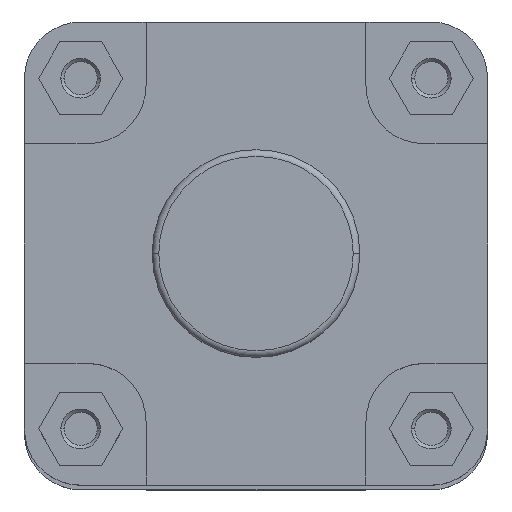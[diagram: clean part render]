
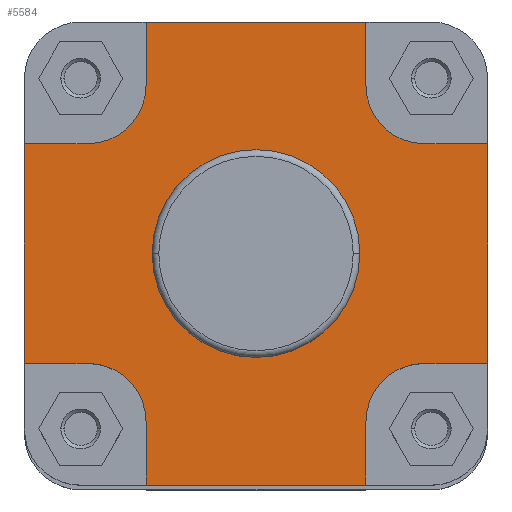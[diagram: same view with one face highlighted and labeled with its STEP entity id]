
A CAD part, top view. The second image highlights one B-rep face of the part: STEP entity #5584.
In plain terms, the highlighted planar face has unit normal (0, 0, 1).
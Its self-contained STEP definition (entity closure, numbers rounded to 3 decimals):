
#217 = EDGE_CURVE ( 'NONE', #472, #473, #2232, .T. ) ;
#225 = EDGE_CURVE ( 'NONE', #476, #477, #2247, .T. ) ;
#392 = VERTEX_POINT ( 'NONE', #825 ) ;
#395 = VERTEX_POINT ( 'NONE', #828 ) ;
#472 = VERTEX_POINT ( 'NONE', #905 ) ;
#473 = VERTEX_POINT ( 'NONE', #906 ) ;
#474 = VERTEX_POINT ( 'NONE', #907 ) ;
#475 = VERTEX_POINT ( 'NONE', #908 ) ;
#476 = VERTEX_POINT ( 'NONE', #909 ) ;
#477 = VERTEX_POINT ( 'NONE', #910 ) ;
#478 = VERTEX_POINT ( 'NONE', #911 ) ;
#479 = VERTEX_POINT ( 'NONE', #912 ) ;
#480 = VERTEX_POINT ( 'NONE', #913 ) ;
#481 = VERTEX_POINT ( 'NONE', #914 ) ;
#482 = VERTEX_POINT ( 'NONE', #915 ) ;
#483 = VERTEX_POINT ( 'NONE', #916 ) ;
#484 = VERTEX_POINT ( 'NONE', #917 ) ;
#485 = VERTEX_POINT ( 'NONE', #918 ) ;
#486 = VERTEX_POINT ( 'NONE', #919 ) ;
#487 = VERTEX_POINT ( 'NONE', #920 ) ;
#729 = CARTESIAN_POINT ( 'NONE',  ( -70., -154.141, -6. ) ) ;
#734 = DIRECTION ( 'NONE',  ( 0., -1., 0. ) ) ;
#752 = CARTESIAN_POINT ( 'NONE',  ( 0., -70., -6. ) ) ;
#753 = DIRECTION ( 'NONE',  ( 1., 0., 0. ) ) ;
#825 = CARTESIAN_POINT ( 'NONE',  ( -31.4, 0., -6. ) ) ;
#828 = CARTESIAN_POINT ( 'NONE',  ( 31.4, 0., -6. ) ) ;
#905 = CARTESIAN_POINT ( 'NONE',  ( -70., 33.25, -6. ) ) ;
#906 = CARTESIAN_POINT ( 'NONE',  ( -70., -33.25, -6. ) ) ;
#907 = CARTESIAN_POINT ( 'NONE',  ( -50.75, -33.25, -6. ) ) ;
#908 = CARTESIAN_POINT ( 'NONE',  ( -33.25, -50.75, -6. ) ) ;
#909 = CARTESIAN_POINT ( 'NONE',  ( -33.25, -70., -6. ) ) ;
#910 = CARTESIAN_POINT ( 'NONE',  ( 33.25, -70., -6. ) ) ;
#911 = CARTESIAN_POINT ( 'NONE',  ( 33.25, -50.75, -6. ) ) ;
#912 = CARTESIAN_POINT ( 'NONE',  ( 50.75, -33.25, -6. ) ) ;
#913 = CARTESIAN_POINT ( 'NONE',  ( 70., -33.25, -6. ) ) ;
#914 = CARTESIAN_POINT ( 'NONE',  ( 70., 33.25, -6. ) ) ;
#915 = CARTESIAN_POINT ( 'NONE',  ( 50.75, 33.25, -6. ) ) ;
#916 = CARTESIAN_POINT ( 'NONE',  ( 33.25, 50.75, -6. ) ) ;
#917 = CARTESIAN_POINT ( 'NONE',  ( 33.25, 70., -6. ) ) ;
#918 = CARTESIAN_POINT ( 'NONE',  ( -33.25, 70., -6. ) ) ;
#919 = CARTESIAN_POINT ( 'NONE',  ( -33.25, 50.75, -6. ) ) ;
#920 = CARTESIAN_POINT ( 'NONE',  ( -50.75, 33.25, -6. ) ) ;
#1738 = CARTESIAN_POINT ( 'NONE',  ( 0., 31.4, -6. ) ) ;
#1753 = PLANE ( 'NONE',  #6628 ) ;
#1754 = DIRECTION ( 'NONE',  ( 0., 0., -1. ) ) ;
#1755 = DIRECTION ( 'NONE',  ( -1., 0., 0. ) ) ;
#2228 = VECTOR ( 'NONE', #734, 1000. ) ;
#2232 = LINE ( 'NONE', #729, #2228 ) ;
#2247 = LINE ( 'NONE', #752, #2248 ) ;
#2248 = VECTOR ( 'NONE', #753, 1000. ) ;
#2693 = FACE_OUTER_BOUND ( 'NONE', #5709, .T. ) ;
#2704 = FACE_BOUND ( 'NONE', #5655, .T. ) ;
#3041 = CARTESIAN_POINT ( 'NONE',  ( 33.25, -70., -6. ) ) ;
#3046 = CARTESIAN_POINT ( 'NONE',  ( 50.75, -50.75, -6. ) ) ;
#3047 = DIRECTION ( 'NONE',  ( 0., 0., 1. ) ) ;
#3048 = DIRECTION ( 'NONE',  ( -1., 0., 0. ) ) ;
#3050 = DIRECTION ( 'NONE',  ( 0., -1., 0. ) ) ;
#3129 = CARTESIAN_POINT ( 'NONE',  ( -33.25, 70., -6. ) ) ;
#3133 = CARTESIAN_POINT ( 'NONE',  ( 0., 70., -6. ) ) ;
#3134 = DIRECTION ( 'NONE',  ( 1., 0., 0. ) ) ;
#3140 = DIRECTION ( 'NONE',  ( 0., 1., 0. ) ) ;
#3154 = CARTESIAN_POINT ( 'NONE',  ( 50.75, -33.25, -6. ) ) ;
#3160 = DIRECTION ( 'NONE',  ( -1., 0., 0. ) ) ;
#3165 = CARTESIAN_POINT ( 'NONE',  ( -33.25, -50.75, -6. ) ) ;
#3168 = CARTESIAN_POINT ( 'NONE',  ( 0., 0., -6. ) ) ;
#3169 = DIRECTION ( 'NONE',  ( 0., 1., 0. ) ) ;
#3171 = DIRECTION ( 'NONE',  ( 0., 0., 1. ) ) ;
#3172 = DIRECTION ( 'NONE',  ( 1., 0., 0. ) ) ;
#3173 = CARTESIAN_POINT ( 'NONE',  ( -50.75, 33.25, -6. ) ) ;
#3174 = DIRECTION ( 'NONE',  ( 1., 0., 0. ) ) ;
#3226 = CARTESIAN_POINT ( 'NONE',  ( -50.75, -50.75, -6. ) ) ;
#3227 = CARTESIAN_POINT ( 'NONE',  ( 70., 33.25, -6. ) ) ;
#3228 = DIRECTION ( 'NONE',  ( 0., 0., 1. ) ) ;
#3229 = DIRECTION ( 'NONE',  ( -1., 0., 0. ) ) ;
#3232 = CARTESIAN_POINT ( 'NONE',  ( 33.25, 50.75, -6. ) ) ;
#3233 = DIRECTION ( 'NONE',  ( 1., 0., 0. ) ) ;
#3234 = CARTESIAN_POINT ( 'NONE',  ( 70., -154.141, -6. ) ) ;
#3238 = DIRECTION ( 'NONE',  ( 0., -1., 0. ) ) ;
#3243 = DIRECTION ( 'NONE',  ( 0., -1., 0. ) ) ;
#3262 = CARTESIAN_POINT ( 'NONE',  ( -50.75, 50.75, -6. ) ) ;
#3263 = CARTESIAN_POINT ( 'NONE',  ( 50.75, 50.75, -6. ) ) ;
#3264 = DIRECTION ( 'NONE',  ( 0., 0., 1. ) ) ;
#3265 = DIRECTION ( 'NONE',  ( -1., 0., 0. ) ) ;
#3268 = DIRECTION ( 'NONE',  ( 0., 0., 1. ) ) ;
#3269 = DIRECTION ( 'NONE',  ( -1., 0., 0. ) ) ;
#3270 = CARTESIAN_POINT ( 'NONE',  ( -70., -33.25, -6. ) ) ;
#3271 = DIRECTION ( 'NONE',  ( -1., 0., 0. ) ) ;
#3994 = LINE ( 'NONE', #3041, #3996 ) ;
#3995 = CIRCLE ( 'NONE', #6694, 17.5 ) ;
#3996 = VECTOR ( 'NONE', #3050, 1000. ) ;
#4053 = LINE ( 'NONE', #3129, #4064 ) ;
#4058 = LINE ( 'NONE', #3133, #4059 ) ;
#4059 = VECTOR ( 'NONE', #3134, 1000. ) ;
#4064 = VECTOR ( 'NONE', #3140, 1000. ) ;
#4072 = VECTOR ( 'NONE', #3174, 1000. ) ;
#4073 = LINE ( 'NONE', #3154, #4078 ) ;
#4078 = VECTOR ( 'NONE', #3160, 1000. ) ;
#4080 = LINE ( 'NONE', #3165, #4085 ) ;
#4084 = LINE ( 'NONE', #3173, #4072 ) ;
#4085 = VECTOR ( 'NONE', #3169, 1000. ) ;
#4089 = CIRCLE ( 'NONE', #6703, 31.4 ) ;
#4118 = LINE ( 'NONE', #3232, #4128 ) ;
#4119 = VECTOR ( 'NONE', #3233, 1000. ) ;
#4122 = VECTOR ( 'NONE', #3243, 1000. ) ;
#4123 = CIRCLE ( 'NONE', #6718, 17.5 ) ;
#4124 = LINE ( 'NONE', #3227, #4119 ) ;
#4128 = VECTOR ( 'NONE', #3238, 1000. ) ;
#4130 = LINE ( 'NONE', #3234, #4122 ) ;
#4142 = LINE ( 'NONE', #3270, #4147 ) ;
#4146 = CIRCLE ( 'NONE', #6724, 17.5 ) ;
#4147 = VECTOR ( 'NONE', #3271, 1000. ) ;
#4149 = CIRCLE ( 'NONE', #6727, 17.5 ) ;
#4801 = CIRCLE ( 'NONE', #6875, 31.4 ) ;
#5153 = CARTESIAN_POINT ( 'NONE',  ( 0., 0., -6. ) ) ;
#5166 = DIRECTION ( 'NONE',  ( 0., 0., 1. ) ) ;
#5167 = DIRECTION ( 'NONE',  ( 1., 0., 0. ) ) ;
#5584 = ADVANCED_FACE ( 'NONE', ( #2704, #2693 ), #1753, .F. ) ;
#5655 = EDGE_LOOP ( 'NONE', ( #7415, #7454 ) ) ;
#5709 = EDGE_LOOP ( 'NONE', ( #7364, #7577, #7446, #7466, #7377, #7449, #7458, #7575, #7354, #7578, #7423, #7453, #7365, #7405, #7440, #7505 ) ) ;
#5845 = EDGE_CURVE ( 'NONE', #479, #478, #3995, .T. ) ;
#5846 = EDGE_CURVE ( 'NONE', #478, #477, #3994, .T. ) ;
#5883 = EDGE_CURVE ( 'NONE', #485, #484, #4058, .T. ) ;
#5886 = EDGE_CURVE ( 'NONE', #486, #485, #4053, .T. ) ;
#5894 = EDGE_CURVE ( 'NONE', #480, #479, #4073, .T. ) ;
#5898 = EDGE_CURVE ( 'NONE', #476, #475, #4080, .T. ) ;
#5899 = EDGE_CURVE ( 'NONE', #392, #395, #4089, .T. ) ;
#5900 = EDGE_CURVE ( 'NONE', #472, #487, #4084, .T. ) ;
#5922 = EDGE_CURVE ( 'NONE', #475, #474, #4123, .T. ) ;
#5924 = EDGE_CURVE ( 'NONE', #482, #481, #4124, .T. ) ;
#5926 = EDGE_CURVE ( 'NONE', #484, #483, #4118, .T. ) ;
#5928 = EDGE_CURVE ( 'NONE', #481, #480, #4130, .T. ) ;
#5937 = EDGE_CURVE ( 'NONE', #487, #486, #4146, .T. ) ;
#5939 = EDGE_CURVE ( 'NONE', #483, #482, #4149, .T. ) ;
#5940 = EDGE_CURVE ( 'NONE', #474, #473, #4142, .T. ) ;
#6338 = EDGE_CURVE ( 'NONE', #395, #392, #4801, .T. ) ;
#6628 = AXIS2_PLACEMENT_3D ( 'NONE', #1738, #1754, #1755 ) ;
#6694 = AXIS2_PLACEMENT_3D ( 'NONE', #3046, #3047, #3048 ) ;
#6703 = AXIS2_PLACEMENT_3D ( 'NONE', #3168, #3171, #3172 ) ;
#6718 = AXIS2_PLACEMENT_3D ( 'NONE', #3226, #3228, #3229 ) ;
#6724 = AXIS2_PLACEMENT_3D ( 'NONE', #3262, #3264, #3265 ) ;
#6727 = AXIS2_PLACEMENT_3D ( 'NONE', #3263, #3268, #3269 ) ;
#6875 = AXIS2_PLACEMENT_3D ( 'NONE', #5153, #5166, #5167 ) ;
#7354 = ORIENTED_EDGE ( 'NONE', *, *, #5928, .F. ) ;
#7364 = ORIENTED_EDGE ( 'NONE', *, *, #217, .T. ) ;
#7365 = ORIENTED_EDGE ( 'NONE', *, *, #5883, .F. ) ;
#7377 = ORIENTED_EDGE ( 'NONE', *, *, #225, .T. ) ;
#7405 = ORIENTED_EDGE ( 'NONE', *, *, #5886, .F. ) ;
#7415 = ORIENTED_EDGE ( 'NONE', *, *, #6338, .F. ) ;
#7423 = ORIENTED_EDGE ( 'NONE', *, *, #5939, .F. ) ;
#7440 = ORIENTED_EDGE ( 'NONE', *, *, #5937, .F. ) ;
#7446 = ORIENTED_EDGE ( 'NONE', *, *, #5922, .F. ) ;
#7449 = ORIENTED_EDGE ( 'NONE', *, *, #5846, .F. ) ;
#7453 = ORIENTED_EDGE ( 'NONE', *, *, #5926, .F. ) ;
#7454 = ORIENTED_EDGE ( 'NONE', *, *, #5899, .F. ) ;
#7458 = ORIENTED_EDGE ( 'NONE', *, *, #5845, .F. ) ;
#7466 = ORIENTED_EDGE ( 'NONE', *, *, #5898, .F. ) ;
#7505 = ORIENTED_EDGE ( 'NONE', *, *, #5900, .F. ) ;
#7575 = ORIENTED_EDGE ( 'NONE', *, *, #5894, .F. ) ;
#7577 = ORIENTED_EDGE ( 'NONE', *, *, #5940, .F. ) ;
#7578 = ORIENTED_EDGE ( 'NONE', *, *, #5924, .F. ) ;
